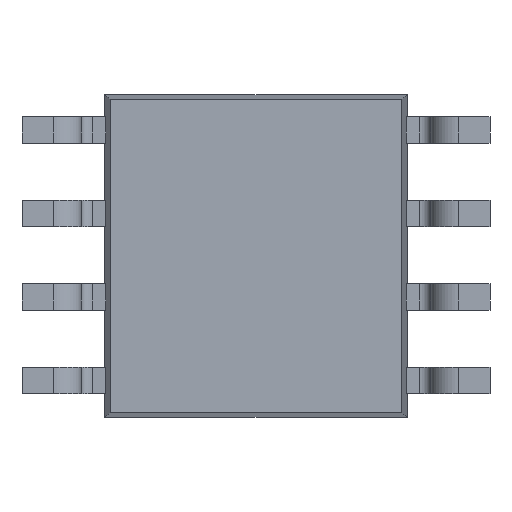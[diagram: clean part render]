
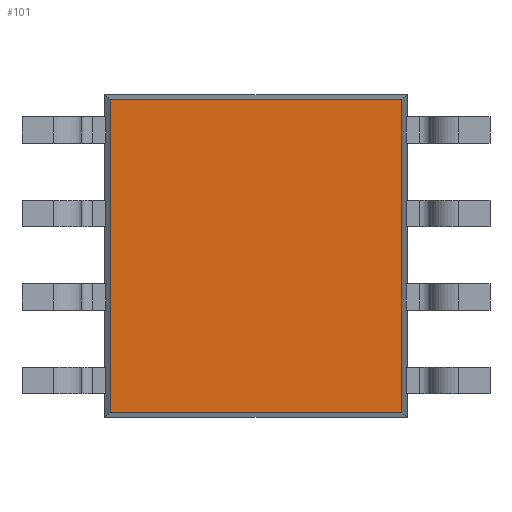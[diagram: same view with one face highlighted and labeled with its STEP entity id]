
A CAD part, front view. The second image highlights one B-rep face of the part: STEP entity #101.
In plain terms, the highlighted free-form (B-spline) face has degree [1, 1] with [2, 2] control points.
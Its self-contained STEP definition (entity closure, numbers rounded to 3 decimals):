
#101 = ADVANCED_FACE('',(#102),#132,.F.);
#102 = FACE_BOUND('',#103,.F.);
#103 = EDGE_LOOP('',(#104,#113,#120,#127));
#104 = ORIENTED_EDGE('',*,*,#105,.F.);
#105 = EDGE_CURVE('',#106,#108,#110,.T.);
#106 = VERTEX_POINT('',#107);
#107 = CARTESIAN_POINT('',(1.021,0.114,-0.492));
#108 = VERTEX_POINT('',#109);
#109 = CARTESIAN_POINT('',(5.457,0.114,-0.492));
#110 = B_SPLINE_CURVE_WITH_KNOTS('',1,(#111,#112),.UNSPECIFIED.,.F.,.F.,
  (2,2),(-3.667,-0.067),.PIECEWISE_BEZIER_KNOTS.);
#111 = CARTESIAN_POINT('',(1.021,0.114,-0.492));
#112 = CARTESIAN_POINT('',(5.457,0.114,-0.492));
#113 = ORIENTED_EDGE('',*,*,#114,.F.);
#114 = EDGE_CURVE('',#115,#106,#117,.T.);
#115 = VERTEX_POINT('',#116);
#116 = CARTESIAN_POINT('',(1.021,0.114,4.277));
#117 = B_SPLINE_CURVE_WITH_KNOTS('',1,(#118,#119),.UNSPECIFIED.,.F.,.F.,
  (2,2),(0.067,4.836),.PIECEWISE_BEZIER_KNOTS.);
#118 = CARTESIAN_POINT('',(1.021,0.114,4.277));
#119 = CARTESIAN_POINT('',(1.021,0.114,-0.492));
#120 = ORIENTED_EDGE('',*,*,#121,.F.);
#121 = EDGE_CURVE('',#122,#115,#124,.T.);
#122 = VERTEX_POINT('',#123);
#123 = CARTESIAN_POINT('',(5.457,0.114,4.277));
#124 = B_SPLINE_CURVE_WITH_KNOTS('',1,(#125,#126),.UNSPECIFIED.,.F.,.F.,
  (2,2),(0.067,3.667),.PIECEWISE_BEZIER_KNOTS.);
#125 = CARTESIAN_POINT('',(5.457,0.114,4.277));
#126 = CARTESIAN_POINT('',(1.021,0.114,4.277));
#127 = ORIENTED_EDGE('',*,*,#128,.F.);
#128 = EDGE_CURVE('',#108,#122,#129,.T.);
#129 = B_SPLINE_CURVE_WITH_KNOTS('',1,(#130,#131),.UNSPECIFIED.,.F.,.F.,
  (2,2),(-4.836,-0.067),.PIECEWISE_BEZIER_KNOTS.);
#130 = CARTESIAN_POINT('',(5.457,0.114,-0.492));
#131 = CARTESIAN_POINT('',(5.457,0.114,4.277));
#132 = B_SPLINE_SURFACE_WITH_KNOTS('',1,1,(
    (#133,#134)
    ,(#135,#136
    )),.UNSPECIFIED.,.F.,.F.,.F.,(2,2),(2,2),(-4.836,
    -0.067),(-3.667,-0.067),
  .PIECEWISE_BEZIER_KNOTS.);
#133 = CARTESIAN_POINT('',(1.021,0.114,-0.492));
#134 = CARTESIAN_POINT('',(5.457,0.114,-0.492));
#135 = CARTESIAN_POINT('',(1.021,0.114,4.277));
#136 = CARTESIAN_POINT('',(5.457,0.114,4.277));
